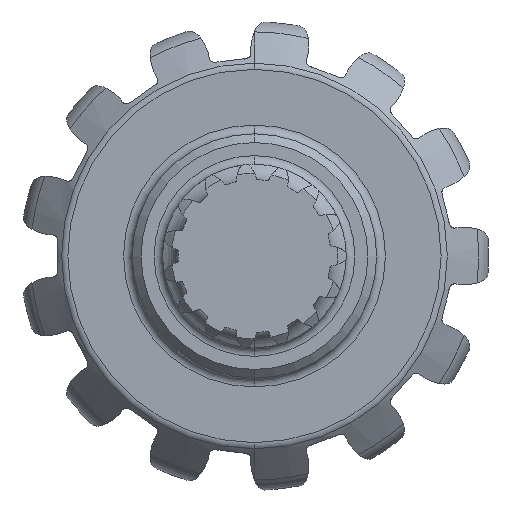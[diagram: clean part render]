
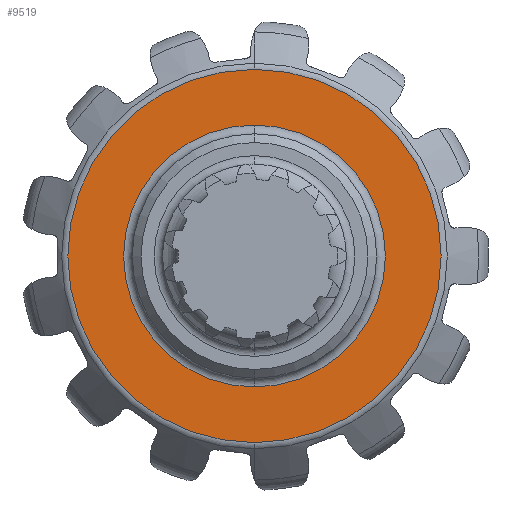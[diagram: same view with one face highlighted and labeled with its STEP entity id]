
A CAD part, left-side view. The second image highlights one B-rep face of the part: STEP entity #9519.
In plain terms, the highlighted planar face has unit normal (-1, 0, 0).
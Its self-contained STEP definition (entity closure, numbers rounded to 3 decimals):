
#149 = AXIS2_PLACEMENT_3D ( 'NONE', #3708, #4313, #2890 ) ;
#358 = CARTESIAN_POINT ( 'NONE',  ( 25.876, -14.997, -40.224 ) ) ;
#659 = CIRCLE ( 'NONE', #3637, 21.385 ) ;
#829 = CIRCLE ( 'NONE', #2944, 15. ) ;
#1161 = CARTESIAN_POINT ( 'NONE',  ( 25.876, -14.997, -18.839 ) ) ;
#2043 = DIRECTION ( 'NONE',  ( -1., 0., 0. ) ) ;
#2273 = CARTESIAN_POINT ( 'NONE',  ( 25.876, -14.997, 2.546 ) ) ;
#2427 = ORIENTED_EDGE ( 'NONE', *, *, #6657, .T. ) ;
#2514 = DIRECTION ( 'NONE',  ( 0., 0., -1. ) ) ;
#2673 = CARTESIAN_POINT ( 'NONE',  ( 25.876, -14.997, -18.839 ) ) ;
#2767 = CIRCLE ( 'NONE', #149, 15. ) ;
#2890 = DIRECTION ( 'NONE',  ( 0., 0., -1. ) ) ;
#2944 = AXIS2_PLACEMENT_3D ( 'NONE', #1161, #6302, #3620 ) ;
#3087 = EDGE_LOOP ( 'NONE', ( #2427, #9548 ) ) ;
#3559 = CARTESIAN_POINT ( 'NONE',  ( 25.876, -14.997, -18.839 ) ) ;
#3620 = DIRECTION ( 'NONE',  ( 0., 0., -1. ) ) ;
#3637 = AXIS2_PLACEMENT_3D ( 'NONE', #3559, #2043, #6081 ) ;
#3708 = CARTESIAN_POINT ( 'NONE',  ( 25.876, -14.997, -18.839 ) ) ;
#4080 = DIRECTION ( 'NONE',  ( 1., 0., 0. ) ) ;
#4309 = PLANE ( 'NONE',  #10515 ) ;
#4313 = DIRECTION ( 'NONE',  ( 1., 0., 0. ) ) ;
#5016 = CARTESIAN_POINT ( 'NONE',  ( 25.876, -14.997, -18.839 ) ) ;
#5062 = AXIS2_PLACEMENT_3D ( 'NONE', #2673, #9193, #6662 ) ;
#5126 = ORIENTED_EDGE ( 'NONE', *, *, #8109, .T. ) ;
#5132 = FACE_OUTER_BOUND ( 'NONE', #3087, .T. ) ;
#5582 = VERTEX_POINT ( 'NONE', #2273 ) ;
#5879 = CARTESIAN_POINT ( 'NONE',  ( 25.876, -14.997, -3.839 ) ) ;
#6081 = DIRECTION ( 'NONE',  ( 0., 0., -1. ) ) ;
#6302 = DIRECTION ( 'NONE',  ( 1., 0., 0. ) ) ;
#6657 = EDGE_CURVE ( 'NONE', #10469, #5582, #659, .T. ) ;
#6662 = DIRECTION ( 'NONE',  ( 0., 0., -1. ) ) ;
#6712 = FACE_BOUND ( 'NONE', #8245, .T. ) ;
#6921 = EDGE_CURVE ( 'NONE', #9838, #7708, #2767, .T. ) ;
#7708 = VERTEX_POINT ( 'NONE', #5879 ) ;
#8109 = EDGE_CURVE ( 'NONE', #7708, #9838, #829, .T. ) ;
#8245 = EDGE_LOOP ( 'NONE', ( #10491, #5126 ) ) ;
#9193 = DIRECTION ( 'NONE',  ( -1., 0., 0. ) ) ;
#9455 = EDGE_CURVE ( 'NONE', #5582, #10469, #9979, .T. ) ;
#9519 = ADVANCED_FACE ( 'NONE', ( #5132, #6712 ), #4309, .F. ) ;
#9548 = ORIENTED_EDGE ( 'NONE', *, *, #9455, .T. ) ;
#9838 = VERTEX_POINT ( 'NONE', #10119 ) ;
#9979 = CIRCLE ( 'NONE', #5062, 21.385 ) ;
#10119 = CARTESIAN_POINT ( 'NONE',  ( 25.876, -14.997, -33.839 ) ) ;
#10469 = VERTEX_POINT ( 'NONE', #358 ) ;
#10491 = ORIENTED_EDGE ( 'NONE', *, *, #6921, .T. ) ;
#10515 = AXIS2_PLACEMENT_3D ( 'NONE', #5016, #4080, #2514 ) ;
